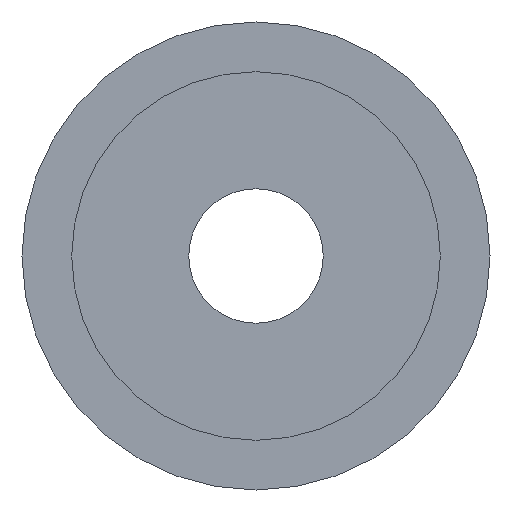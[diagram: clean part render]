
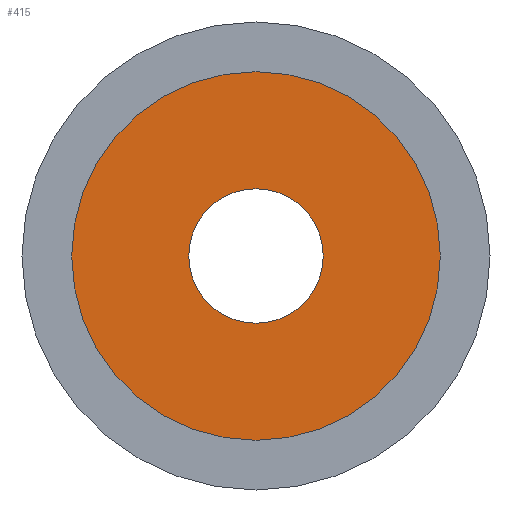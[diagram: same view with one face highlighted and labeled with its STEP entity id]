
A CAD part, front view. The second image highlights one B-rep face of the part: STEP entity #415.
In plain terms, the highlighted planar face has unit normal (0, -1, 0).
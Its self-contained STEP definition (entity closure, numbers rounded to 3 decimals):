
#23 = CARTESIAN_POINT ( 'NONE',  ( 0., 5.5, 0. ) ) ;
#44 = AXIS2_PLACEMENT_3D ( 'NONE', #747, #372, #431 ) ;
#88 = DIRECTION ( 'NONE',  ( 0., 0., 1. ) ) ;
#91 = EDGE_LOOP ( 'NONE', ( #351, #789 ) ) ;
#126 = EDGE_CURVE ( 'NONE', #241, #139, #660, .T. ) ;
#132 = AXIS2_PLACEMENT_3D ( 'NONE', #365, #430, #739 ) ;
#139 = VERTEX_POINT ( 'NONE', #591 ) ;
#142 = DIRECTION ( 'NONE',  ( 0., 0., 1. ) ) ;
#169 = CARTESIAN_POINT ( 'NONE',  ( 0., 5.5, 0. ) ) ;
#187 = VERTEX_POINT ( 'NONE', #281 ) ;
#191 = EDGE_CURVE ( 'NONE', #187, #249, #607, .T. ) ;
#192 = FACE_BOUND ( 'NONE', #91, .T. ) ;
#198 = AXIS2_PLACEMENT_3D ( 'NONE', #23, #333, #142 ) ;
#221 = AXIS2_PLACEMENT_3D ( 'NONE', #169, #654, #284 ) ;
#241 = VERTEX_POINT ( 'NONE', #550 ) ;
#249 = VERTEX_POINT ( 'NONE', #251 ) ;
#251 = CARTESIAN_POINT ( 'NONE',  ( 0., 5.5, -3.15 ) ) ;
#269 = CARTESIAN_POINT ( 'NONE',  ( 0., 5.5, 0. ) ) ;
#281 = CARTESIAN_POINT ( 'NONE',  ( 0., 5.5, 3.15 ) ) ;
#284 = DIRECTION ( 'NONE',  ( 0., 0., 1. ) ) ;
#333 = DIRECTION ( 'NONE',  ( 0., -1., 0. ) ) ;
#344 = EDGE_CURVE ( 'NONE', #139, #241, #780, .T. ) ;
#351 = ORIENTED_EDGE ( 'NONE', *, *, #344, .F. ) ;
#365 = CARTESIAN_POINT ( 'NONE',  ( 0., 5.5, 0. ) ) ;
#372 = DIRECTION ( 'NONE',  ( 0., -1., 0. ) ) ;
#415 = ADVANCED_FACE ( 'NONE', ( #721, #192 ), #576, .F. ) ;
#430 = DIRECTION ( 'NONE',  ( 0., -1., 0. ) ) ;
#431 = DIRECTION ( 'NONE',  ( 0., 0., -1. ) ) ;
#444 = CIRCLE ( 'NONE', #44, 3.15 ) ;
#453 = DIRECTION ( 'NONE',  ( 0., 1., 0. ) ) ;
#550 = CARTESIAN_POINT ( 'NONE',  ( 0., 5.5, -1.15 ) ) ;
#576 = PLANE ( 'NONE',  #729 ) ;
#591 = CARTESIAN_POINT ( 'NONE',  ( 0., 5.5, 1.15 ) ) ;
#607 = CIRCLE ( 'NONE', #132, 3.15 ) ;
#609 = ORIENTED_EDGE ( 'NONE', *, *, #191, .T. ) ;
#654 = DIRECTION ( 'NONE',  ( 0., -1., 0. ) ) ;
#660 = CIRCLE ( 'NONE', #221, 1.15 ) ;
#699 = EDGE_CURVE ( 'NONE', #249, #187, #444, .T. ) ;
#721 = FACE_OUTER_BOUND ( 'NONE', #790, .T. ) ;
#729 = AXIS2_PLACEMENT_3D ( 'NONE', #269, #453, #88 ) ;
#739 = DIRECTION ( 'NONE',  ( 0., 0., -1. ) ) ;
#747 = CARTESIAN_POINT ( 'NONE',  ( 0., 5.5, 0. ) ) ;
#780 = CIRCLE ( 'NONE', #198, 1.15 ) ;
#789 = ORIENTED_EDGE ( 'NONE', *, *, #126, .F. ) ;
#790 = EDGE_LOOP ( 'NONE', ( #794, #609 ) ) ;
#794 = ORIENTED_EDGE ( 'NONE', *, *, #699, .T. ) ;
